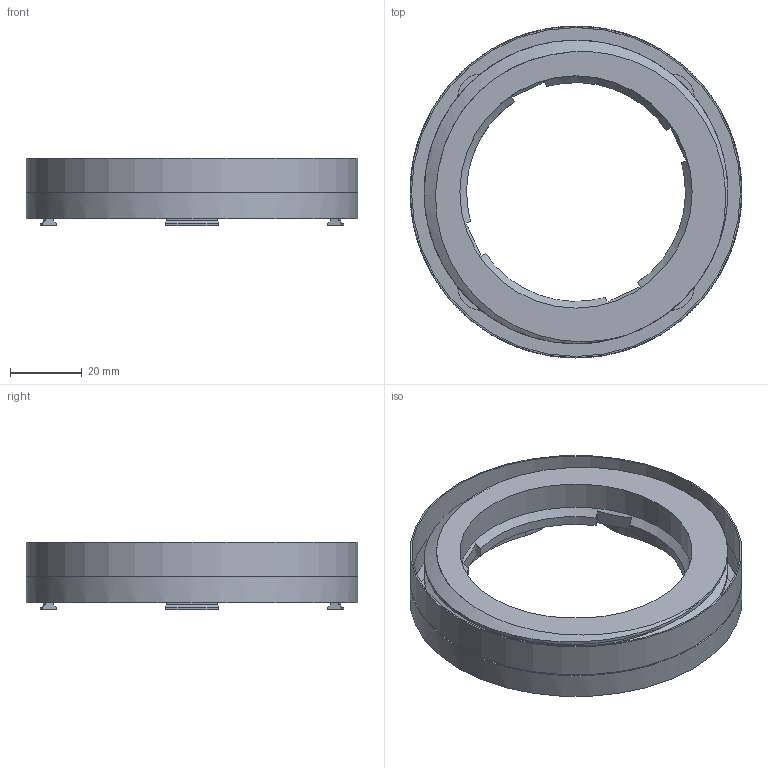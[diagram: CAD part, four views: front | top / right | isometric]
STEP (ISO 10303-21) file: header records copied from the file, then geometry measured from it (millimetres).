
FILE_DESCRIPTION(/* description */ ('','CAx-IF Rec.Pracs.---Representation and Presentation of Product Manufacturing Information (PMI)---4.0---2014-10-13'),/* implementation_level */ '2;1');
FILE_NAME(/* name */ 'chamber base - TEBM46C-20N.step',/* time_stamp */ '2025-03-27T19:37:01Z',/* author */ (''),/* organization */ (''),/* preprocessor_version */ 'ST-DEVELOPER v20',/* originating_system */ 'Autodesk Translation Framework v13.20.0.188',/* authorisation */ '');
FILE_SCHEMA (('AP242_MANAGED_MODEL_BASED_3D_ENGINEERING_MIM_LF { 1 0 10303 442 1 1 4 }'));
Length unit declared in the file: millimetre
Products named in the file (1): chamber base - TEBM46C-20N - Threads
Bounding box: 92.5 x 92.5 x 18.95 mm (x, y, z)
Volume: 40975.1 mm3; surface area: 23776.1 mm2
Topology: 1 solids, 1 shells, 103 faces, 288 edges, 189 vertices
Faces by surface type: cylinder 54, plane 38, cone 9, bspline 2
Full cylindrical faces by diameter (mm): 0.4 x1, 2.8 x4, 64.75 x1, 84.62 x1, 91.7 x1, 92.5 x2
Entity records: 4617 total; most frequent: CARTESIAN_POINT 1911, ORIENTED_EDGE 576, DIRECTION 548, EDGE_CURVE 288, AXIS2_PLACEMENT_3D 204, VERTEX_POINT 189, LINE 140, VECTOR 140
